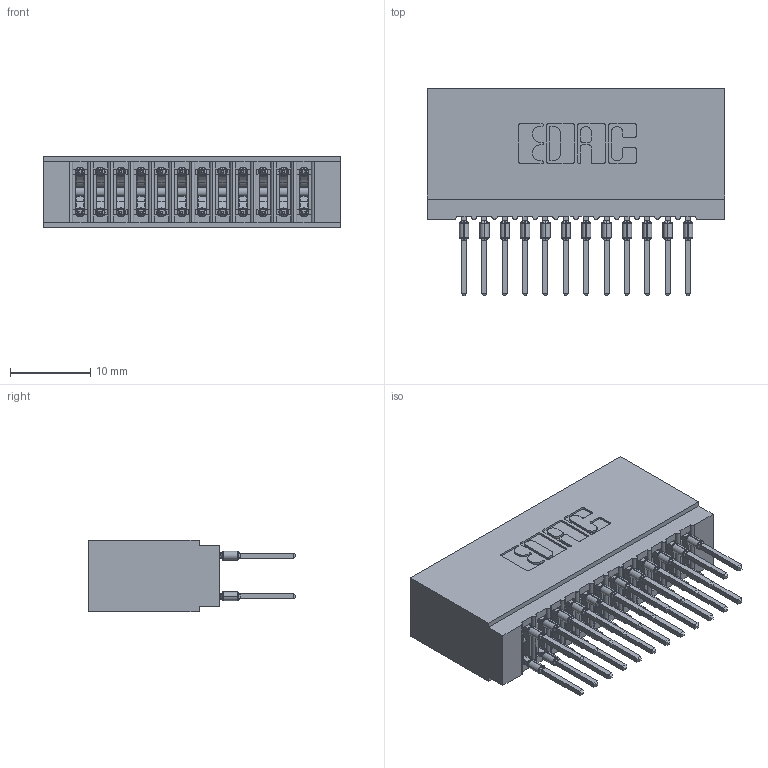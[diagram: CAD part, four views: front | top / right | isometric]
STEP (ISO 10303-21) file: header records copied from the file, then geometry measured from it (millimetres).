
FILE_DESCRIPTION (( 'STEP AP203' ), '1' );
FILE_NAME ('745-024-522-201.STEP', '2026-02-26T16:30:45', ( '' ), ( '' ), 'SwSTEP 2.0', 'SolidWorks 2023', '' );
FILE_SCHEMA (( 'CONFIG_CONTROL_DESIGN' ));
Length unit declared in the file: millimetre
Products named in the file (3): 745 Part_Insulator Option - 01; 745-292-001_522; 745-024-522-201
Assembly tree (25 placements, depth 2):
  745-024-522-201
    745 Part_Insulator Option - 01
    745-292-001_522  x24
Bounding box: 37.08 x 25.92 x 8.89 mm (x, y, z)
Volume: 3546.9 mm3; surface area: 6598.5 mm2
Topology: 25 solids, 25 shells, 2243 faces, 6030 edges, 3796 vertices
Faces by surface type: plane 1159, bspline 480, cylinder 460, torus 144
Entity records: 24298 total; most frequent: CARTESIAN_POINT 4727, ORIENTED_EDGE 4102, DIRECTION 3609, EDGE_CURVE 2051, LINE 1797, VECTOR 1797, VERTEX_POINT 1312, AXIS2_PLACEMENT_3D 906
